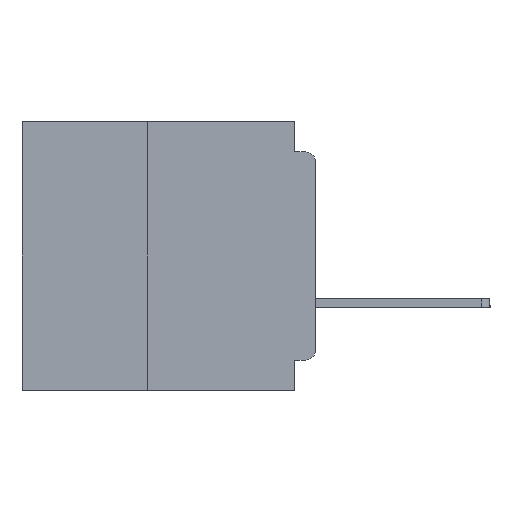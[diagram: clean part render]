
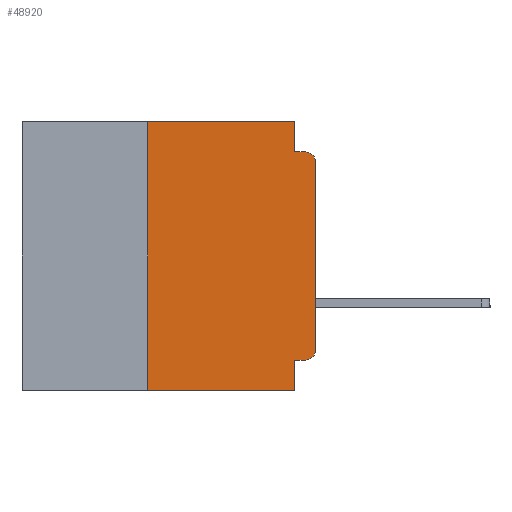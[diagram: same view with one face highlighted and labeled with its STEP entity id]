
A CAD part, left-side view. The second image highlights one B-rep face of the part: STEP entity #48920.
In plain terms, the highlighted planar face has unit normal (-1, 0, 0).
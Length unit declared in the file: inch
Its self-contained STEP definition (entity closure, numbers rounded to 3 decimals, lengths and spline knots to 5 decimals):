
#260 = EDGE_CURVE ( 'NONE', #13579, #29681, #10971, .T. ) ;
#528 = CARTESIAN_POINT ( 'NONE',  ( 0., 0., -0.06 ) ) ;
#707 = EDGE_CURVE ( 'NONE', #13579, #4542, #49156, .T. ) ;
#948 = LINE ( 'NONE', #16388, #27926 ) ;
#1063 = CARTESIAN_POINT ( 'NONE',  ( 0., 0.031, -0.355 ) ) ;
#1325 = CARTESIAN_POINT ( 'NONE',  ( 0., 0.031, 0. ) ) ;
#1442 = CARTESIAN_POINT ( 'NONE',  ( 0., 0.437, 0. ) ) ;
#2283 = DIRECTION ( 'NONE',  ( 1., 0., 0. ) ) ;
#2337 = AXIS2_PLACEMENT_3D ( 'NONE', #4809, #31607, #8655 ) ;
#3173 = CARTESIAN_POINT ( 'NONE',  ( 0., 0.015, -0.34 ) ) ;
#3223 = LINE ( 'NONE', #6134, #13475 ) ;
#3278 = CARTESIAN_POINT ( 'NONE',  ( 0., 0.25, 0. ) ) ;
#3404 = CIRCLE ( 'NONE', #3748, 0.015 ) ;
#3748 = AXIS2_PLACEMENT_3D ( 'NONE', #3173, #29967, #7015 ) ;
#4542 = VERTEX_POINT ( 'NONE', #6766 ) ;
#4809 = CARTESIAN_POINT ( 'NONE',  ( 0., 0.015, -0.06 ) ) ;
#5549 = VERTEX_POINT ( 'NONE', #25409 ) ;
#5631 = FACE_OUTER_BOUND ( 'NONE', #15661, .T. ) ;
#6134 = CARTESIAN_POINT ( 'NONE',  ( 0., 0.031, -0.4 ) ) ;
#6766 = CARTESIAN_POINT ( 'NONE',  ( 0., 0.031, -0.4 ) ) ;
#7015 = DIRECTION ( 'NONE',  ( 0., 0., -1. ) ) ;
#7886 = CARTESIAN_POINT ( 'NONE',  ( 0., 0., -0.355 ) ) ;
#8655 = DIRECTION ( 'NONE',  ( 0., 0., -1. ) ) ;
#9175 = DIRECTION ( 'NONE',  ( 0., -1., 0. ) ) ;
#9447 = ORIENTED_EDGE ( 'NONE', *, *, #21372, .F. ) ;
#9625 = CIRCLE ( 'NONE', #2337, 0.015 ) ;
#9679 = DIRECTION ( 'NONE',  ( 0., 0., -1. ) ) ;
#10138 = VECTOR ( 'NONE', #10544, 39.37008 ) ;
#10351 = ORIENTED_EDGE ( 'NONE', *, *, #45352, .F. ) ;
#10410 = CARTESIAN_POINT ( 'NONE',  ( 0., 0.015, -0.355 ) ) ;
#10544 = DIRECTION ( 'NONE',  ( 0., -1., 0. ) ) ;
#10761 = ORIENTED_EDGE ( 'NONE', *, *, #48924, .F. ) ;
#10971 = LINE ( 'NONE', #20376, #19938 ) ;
#11400 = VERTEX_POINT ( 'NONE', #528 ) ;
#11952 = ORIENTED_EDGE ( 'NONE', *, *, #37499, .T. ) ;
#13475 = VECTOR ( 'NONE', #25213, 39.37008 ) ;
#13579 = VERTEX_POINT ( 'NONE', #26128 ) ;
#14247 = LINE ( 'NONE', #7886, #43546 ) ;
#15213 = ORIENTED_EDGE ( 'NONE', *, *, #707, .T. ) ;
#15661 = EDGE_LOOP ( 'NONE', ( #32624, #24649, #10351, #9447, #21165, #16795, #15213, #10761, #26777, #11952 ) ) ;
#16388 = CARTESIAN_POINT ( 'NONE',  ( 0., 0., 0. ) ) ;
#16795 = ORIENTED_EDGE ( 'NONE', *, *, #260, .F. ) ;
#16920 = CARTESIAN_POINT ( 'NONE',  ( 0., 0.031, -0.045 ) ) ;
#19146 = EDGE_CURVE ( 'NONE', #23611, #36537, #14247, .T. ) ;
#19289 = DIRECTION ( 'NONE',  ( 0., 1., 0. ) ) ;
#19938 = VECTOR ( 'NONE', #31945, 39.37008 ) ;
#20032 = LINE ( 'NONE', #32635, #39215 ) ;
#20376 = CARTESIAN_POINT ( 'NONE',  ( 0., 0.25, -0.4 ) ) ;
#21165 = ORIENTED_EDGE ( 'NONE', *, *, #27346, .F. ) ;
#21372 = EDGE_CURVE ( 'NONE', #45088, #24024, #20032, .T. ) ;
#22561 = VECTOR ( 'NONE', #9175, 39.37008 ) ;
#23126 = CARTESIAN_POINT ( 'NONE',  ( 0., 0.015, -0.045 ) ) ;
#23611 = VERTEX_POINT ( 'NONE', #10410 ) ;
#24024 = VERTEX_POINT ( 'NONE', #16920 ) ;
#24394 = EDGE_CURVE ( 'NONE', #11400, #28645, #9625, .T. ) ;
#24649 = ORIENTED_EDGE ( 'NONE', *, *, #24394, .T. ) ;
#25213 = DIRECTION ( 'NONE',  ( 0., 0., -1. ) ) ;
#25409 = CARTESIAN_POINT ( 'NONE',  ( 0., 0., -0.34 ) ) ;
#25584 = CARTESIAN_POINT ( 'NONE',  ( 0., 0., -0.045 ) ) ;
#26128 = CARTESIAN_POINT ( 'NONE',  ( 0., 0.25, -0.4 ) ) ;
#26777 = ORIENTED_EDGE ( 'NONE', *, *, #19146, .F. ) ;
#27346 = EDGE_CURVE ( 'NONE', #29681, #45088, #42917, .T. ) ;
#27926 = VECTOR ( 'NONE', #31772, 39.37008 ) ;
#28645 = VERTEX_POINT ( 'NONE', #23126 ) ;
#29096 = DIRECTION ( 'NONE',  ( 0., 0., -1. ) ) ;
#29681 = VERTEX_POINT ( 'NONE', #3278 ) ;
#29967 = DIRECTION ( 'NONE',  ( -1., 0., 0. ) ) ;
#31607 = DIRECTION ( 'NONE',  ( -1., 0., 0. ) ) ;
#31772 = DIRECTION ( 'NONE',  ( 0., 0., 1. ) ) ;
#31945 = DIRECTION ( 'NONE',  ( 0., 0., 1. ) ) ;
#32624 = ORIENTED_EDGE ( 'NONE', *, *, #41058, .T. ) ;
#32635 = CARTESIAN_POINT ( 'NONE',  ( 0., 0.031, 0. ) ) ;
#34569 = CARTESIAN_POINT ( 'NONE',  ( 0., 0.437, -0.4 ) ) ;
#36537 = VERTEX_POINT ( 'NONE', #1063 ) ;
#37499 = EDGE_CURVE ( 'NONE', #23611, #5549, #3404, .T. ) ;
#38430 = DIRECTION ( 'NONE',  ( 0., -1., 0. ) ) ;
#39075 = VECTOR ( 'NONE', #38430, 39.37008 ) ;
#39215 = VECTOR ( 'NONE', #9679, 39.37008 ) ;
#40686 = LINE ( 'NONE', #25584, #10138 ) ;
#40720 = AXIS2_PLACEMENT_3D ( 'NONE', #48098, #2283, #29096 ) ;
#41058 = EDGE_CURVE ( 'NONE', #5549, #11400, #948, .T. ) ;
#42917 = LINE ( 'NONE', #1442, #22561 ) ;
#43546 = VECTOR ( 'NONE', #19289, 39.37008 ) ;
#44298 = PLANE ( 'NONE',  #40720 ) ;
#45088 = VERTEX_POINT ( 'NONE', #1325 ) ;
#45352 = EDGE_CURVE ( 'NONE', #24024, #28645, #40686, .T. ) ;
#48098 = CARTESIAN_POINT ( 'NONE',  ( 0., 0.437, 0. ) ) ;
#48920 = ADVANCED_FACE ( 'NONE', ( #5631 ), #44298, .F. ) ;
#48924 = EDGE_CURVE ( 'NONE', #36537, #4542, #3223, .T. ) ;
#49156 = LINE ( 'NONE', #34569, #39075 ) ;
